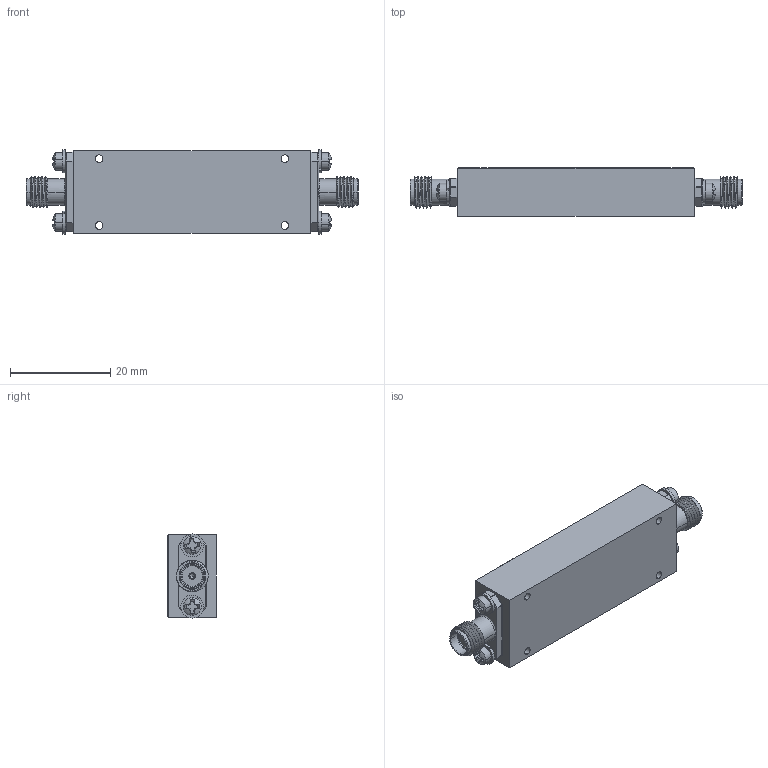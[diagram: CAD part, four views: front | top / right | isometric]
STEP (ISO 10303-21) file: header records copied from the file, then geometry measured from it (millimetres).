
FILE_DESCRIPTION (( 'STEP AP214' ), '1' );
FILE_NAME ('LM-10M2D5G-100CW-1KWPSFF-TH.STEP', '2025-09-12T12:50:32', ( '' ), ( '' ), 'SwSTEP 2.0', 'SolidWorks 2024', '' );
FILE_SCHEMA (( 'AUTOMOTIVE_DESIGN' ));
Length unit declared in the file: millimetre
Products named in the file (1): LM-10M2D5G-100CW-1KWPSFF-TH
Bounding box: 66.29 x 9.75 x 16.79 mm (x, y, z)
Volume: 7132 mm3; surface area: 7347.3 mm2
Topology: 19 solids, 19 shells, 766 faces, 2820 edges, 2230 vertices
Faces by surface type: plane 336, cylinder 232, torus 104, cone 44, sphere 42, bspline 8
Entity records: 41856 total; most frequent: CARTESIAN_POINT 12796, ORIENTED_EDGE 5564, DIRECTION 4515, EDGE_CURVE 2782, VERTEX_POINT 2226, AXIS2_PLACEMENT_3D 1557, VECTOR 1401, LINE 1401
